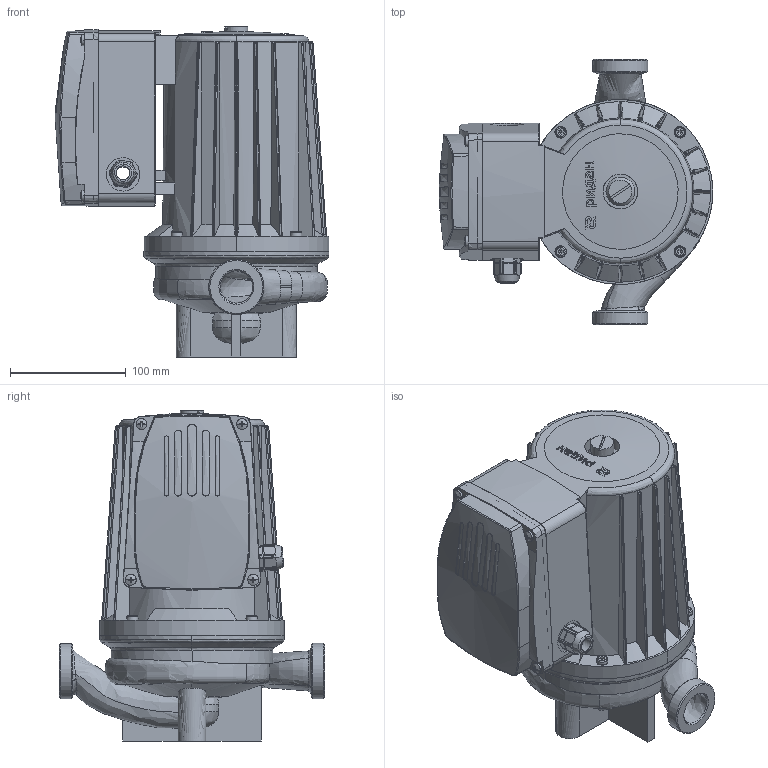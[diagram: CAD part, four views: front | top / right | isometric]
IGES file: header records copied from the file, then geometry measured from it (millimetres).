
Global section: file name: 015P1020 (RWS 25-160S230); native system: AutoCAD 2021 — Русский (Russian),62HAutod; preprocessor: esk Translation Framework DWG producer (atf_dwg_producer); organization: unknown; date: 20230402.155001; units: millimetre
Bounding box: 236.8 x 230 x 285.6 mm (x, y, z)
Volume: 3520284 mm3; surface area: 503125.2 mm2
Topology: 23 solids, 27 shells, 1453 faces, 3876 edges, 2512 vertices
Faces by surface type: bspline 1450, revolution 3
